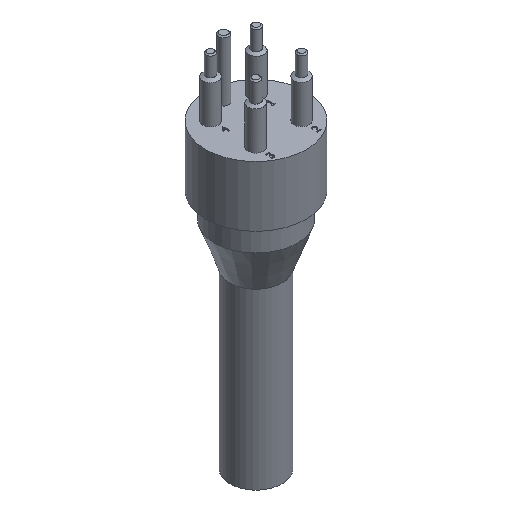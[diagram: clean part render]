
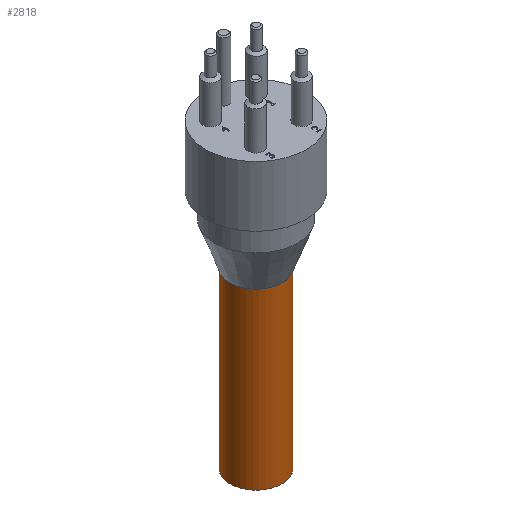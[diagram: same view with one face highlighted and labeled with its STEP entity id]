
A CAD part, isometric view. The second image highlights one B-rep face of the part: STEP entity #2818.
In plain terms, the highlighted cylindrical face has radius 8.255 mm (diameter 16.51 mm), a full revolution.
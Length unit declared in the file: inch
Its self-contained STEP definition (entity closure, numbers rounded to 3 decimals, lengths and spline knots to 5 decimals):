
#77=CYLINDRICAL_SURFACE($,#3090,0.325);
#165=CIRCLE($,#3085,0.325);
#168=CIRCLE($,#3091,0.325);
#404=FACE_BOUND($,#853,.T.);
#573=FACE_OUTER_BOUND($,#852,.T.);
#852=EDGE_LOOP($,(#2442));
#853=EDGE_LOOP($,(#2443));
#1427=VERTEX_POINT($,#5543);
#1431=VERTEX_POINT($,#5556);
#1767=EDGE_CURVE($,#1427,#1427,#165,.T.);
#1773=EDGE_CURVE($,#1431,#1431,#168,.T.);
#2442=ORIENTED_EDGE($,*,*,#1773,.F.);
#2443=ORIENTED_EDGE($,*,*,#1767,.F.);
#2818=ADVANCED_FACE($,(#573,#404),#77,.T.);
#3085=AXIS2_PLACEMENT_3D($,#5544,#3704,#3705);
#3090=AXIS2_PLACEMENT_3D($,#5555,#3717,#3718);
#3091=AXIS2_PLACEMENT_3D($,#5557,#3719,#3720);
#3704=DIRECTION('center_axis',(0.,0.,-1.));
#3705=DIRECTION('ref_axis',(-1.,0.,0.));
#3717=DIRECTION('center_axis',(0.,0.,-1.));
#3718=DIRECTION('ref_axis',(-1.,0.,0.));
#3719=DIRECTION('center_axis',(0.,0.,1.));
#3720=DIRECTION('ref_axis',(1.,0.,0.));
#5543=CARTESIAN_POINT('',(0.325,1.27055,-1.60107));
#5544=CARTESIAN_POINT('Origin',(0.,1.27055,-1.60107));
#5555=CARTESIAN_POINT('Origin',(0.,1.27055,0.56217));
#5556=CARTESIAN_POINT('',(-0.325,1.27055,0.56217));
#5557=CARTESIAN_POINT('Origin',(0.,1.27055,0.56217));
